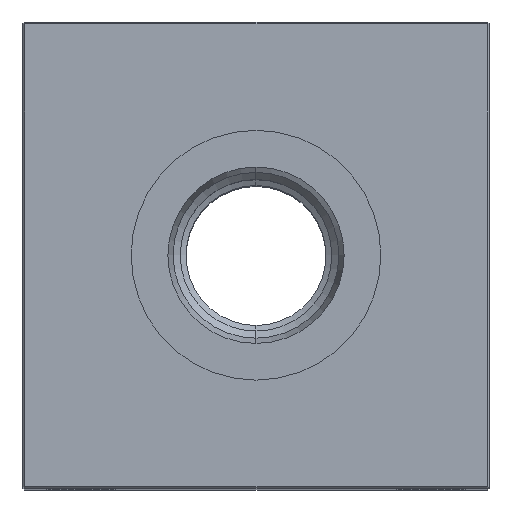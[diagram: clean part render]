
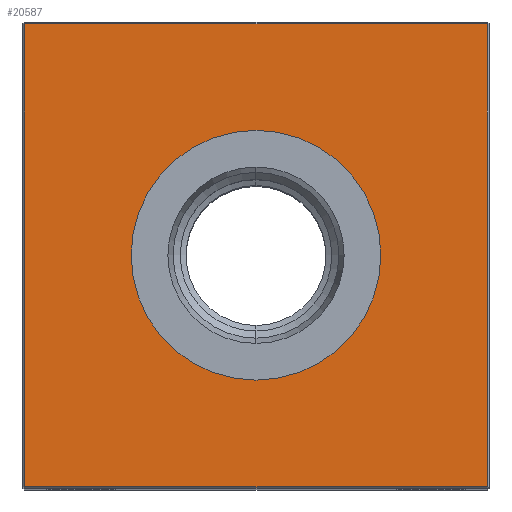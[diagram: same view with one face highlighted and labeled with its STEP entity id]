
A CAD part, top view. The second image highlights one B-rep face of the part: STEP entity #20587.
In plain terms, the highlighted planar face has unit normal (0, 0, 1).
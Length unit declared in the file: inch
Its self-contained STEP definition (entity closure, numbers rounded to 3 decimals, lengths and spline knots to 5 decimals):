
#273 = VECTOR ( 'NONE', #390, 39.37008 ) ;
#324 = VECTOR ( 'NONE', #23763, 39.37008 ) ;
#390 = DIRECTION ( 'NONE',  ( 0., -1., 0. ) ) ;
#414 = CARTESIAN_POINT ( 'NONE',  ( 0., 0., 4.75 ) ) ;
#771 = CARTESIAN_POINT ( 'NONE',  ( 0., -0.66929, 4.75 ) ) ;
#1526 = VERTEX_POINT ( 'NONE', #13917 ) ;
#2052 = EDGE_LOOP ( 'NONE', ( #12581, #20864, #10397, #7312 ) ) ;
#2510 = CARTESIAN_POINT ( 'NONE',  ( 1.24, 0., 4.75 ) ) ;
#2725 = PLANE ( 'NONE',  #26547 ) ;
#3124 = CARTESIAN_POINT ( 'NONE',  ( 0., 0., 4.75 ) ) ;
#3786 = CARTESIAN_POINT ( 'NONE',  ( 0., 1.24, 4.75 ) ) ;
#3889 = LINE ( 'NONE', #8220, #273 ) ;
#4266 = DIRECTION ( 'NONE',  ( -1., 0., 0. ) ) ;
#4524 = CIRCLE ( 'NONE', #5376, 0.66929 ) ;
#4641 = CARTESIAN_POINT ( 'NONE',  ( -1.24, 1.24, 4.75 ) ) ;
#4761 = DIRECTION ( 'NONE',  ( 0., 0., -1. ) ) ;
#5376 = AXIS2_PLACEMENT_3D ( 'NONE', #8848, #11008, #4266 ) ;
#6644 = ORIENTED_EDGE ( 'NONE', *, *, #20299, .T. ) ;
#6764 = VECTOR ( 'NONE', #26656, 39.37008 ) ;
#7312 = ORIENTED_EDGE ( 'NONE', *, *, #12367, .T. ) ;
#7448 = AXIS2_PLACEMENT_3D ( 'NONE', #414, #10799, #18660 ) ;
#7726 = EDGE_CURVE ( 'NONE', #15800, #15798, #22119, .T. ) ;
#7978 = LINE ( 'NONE', #3786, #16645 ) ;
#8220 = CARTESIAN_POINT ( 'NONE',  ( -1.24, 0., 4.75 ) ) ;
#8848 = CARTESIAN_POINT ( 'NONE',  ( 0., 0., 4.75 ) ) ;
#9657 = CARTESIAN_POINT ( 'NONE',  ( 1.24, 1.24, 4.75 ) ) ;
#10397 = ORIENTED_EDGE ( 'NONE', *, *, #24566, .T. ) ;
#10799 = DIRECTION ( 'NONE',  ( 0., 0., -1. ) ) ;
#11008 = DIRECTION ( 'NONE',  ( 0., 0., -1. ) ) ;
#11979 = CARTESIAN_POINT ( 'NONE',  ( -1.24, -1.24, 4.75 ) ) ;
#12367 = EDGE_CURVE ( 'NONE', #15104, #17830, #7978, .T. ) ;
#12581 = ORIENTED_EDGE ( 'NONE', *, *, #12661, .T. ) ;
#12661 = EDGE_CURVE ( 'NONE', #17830, #24247, #3889, .T. ) ;
#13197 = CARTESIAN_POINT ( 'NONE',  ( 0., 0.66929, 4.75 ) ) ;
#13512 = EDGE_CURVE ( 'NONE', #24247, #1526, #20423, .T. ) ;
#13917 = CARTESIAN_POINT ( 'NONE',  ( 1.24, -1.24, 4.75 ) ) ;
#15104 = VERTEX_POINT ( 'NONE', #9657 ) ;
#15430 = FACE_OUTER_BOUND ( 'NONE', #2052, .T. ) ;
#15798 = VERTEX_POINT ( 'NONE', #771 ) ;
#15800 = VERTEX_POINT ( 'NONE', #13197 ) ;
#16645 = VECTOR ( 'NONE', #24234, 39.37008 ) ;
#16969 = LINE ( 'NONE', #2510, #324 ) ;
#17830 = VERTEX_POINT ( 'NONE', #4641 ) ;
#18414 = CARTESIAN_POINT ( 'NONE',  ( 0., -1.24, 4.75 ) ) ;
#18660 = DIRECTION ( 'NONE',  ( -1., 0., 0. ) ) ;
#20299 = EDGE_CURVE ( 'NONE', #15798, #15800, #4524, .T. ) ;
#20423 = LINE ( 'NONE', #18414, #6764 ) ;
#20587 = ADVANCED_FACE ( 'NONE', ( #15430, #21791 ), #2725, .F. ) ;
#20864 = ORIENTED_EDGE ( 'NONE', *, *, #13512, .T. ) ;
#21791 = FACE_BOUND ( 'NONE', #23263, .T. ) ;
#22119 = CIRCLE ( 'NONE', #7448, 0.66929 ) ;
#23263 = EDGE_LOOP ( 'NONE', ( #23755, #6644 ) ) ;
#23755 = ORIENTED_EDGE ( 'NONE', *, *, #7726, .T. ) ;
#23763 = DIRECTION ( 'NONE',  ( 0., 1., 0. ) ) ;
#23843 = DIRECTION ( 'NONE',  ( -1., 0., 0. ) ) ;
#24234 = DIRECTION ( 'NONE',  ( -1., 0., 0. ) ) ;
#24247 = VERTEX_POINT ( 'NONE', #11979 ) ;
#24566 = EDGE_CURVE ( 'NONE', #1526, #15104, #16969, .T. ) ;
#26547 = AXIS2_PLACEMENT_3D ( 'NONE', #3124, #4761, #23843 ) ;
#26656 = DIRECTION ( 'NONE',  ( 1., 0., 0. ) ) ;
